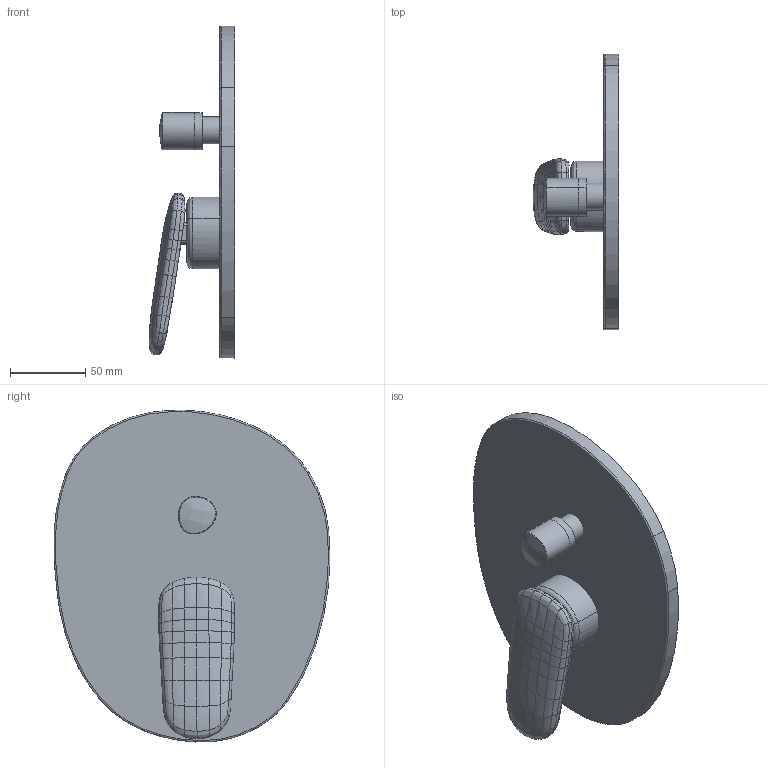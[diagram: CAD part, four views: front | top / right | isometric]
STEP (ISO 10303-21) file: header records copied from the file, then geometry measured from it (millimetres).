
FILE_DESCRIPTION(/* description */ (''),/* implementation_level */ '2;1');
FILE_NAME(/* name */ 'TVT111001000.step',/* time_stamp */ '2023-01-19T11:08:27+01:00',/* author */ (''),/* organization */ (''),/* preprocessor_version */ 'ST-DEVELOPER v19.2',/* originating_system */ 'Autodesk Translation Framework v11.17.0.187',/* authorisation */ '');
FILE_SCHEMA (('AUTOMOTIVE_DESIGN { 1 0 10303 214 3 1 1 }'));
Length unit declared in the file: millimetre
Products named in the file (7): (Nicht gespeichert); 81T028XXX; 83JS0201; 8MB028XXX_ASM; 80W028XXX; 80D028XXX; 80P35XXXX
Assembly tree (6 placements, depth 3):
  (Nicht gespeichert)
    81T028XXX
    83JS0201
    8MB028XXX_ASM
      80W028XXX
    80D028XXX
    80P35XXXX
Bounding box: 57.06 x 183.82 x 221.29 mm (x, y, z)
Volume: 392824.9 mm3; surface area: 102002.6 mm2
Topology: 5 solids, 5 shells, 266 faces, 555 edges, 299 vertices
Faces by surface type: bspline 232, plane 15, cylinder 13, torus 5, cone 1
Full cylindrical faces by diameter (mm): 18 x1, 39.2 x1
Entity records: 23243 total; most frequent: CARTESIAN_POINT 19018, ORIENTED_EDGE 1108, EDGE_CURVE 554, B_SPLINE_CURVE_WITH_KNOTS 410, DIRECTION 303, VERTEX_POINT 299, EDGE_LOOP 269, FACE_OUTER_BOUND 266
